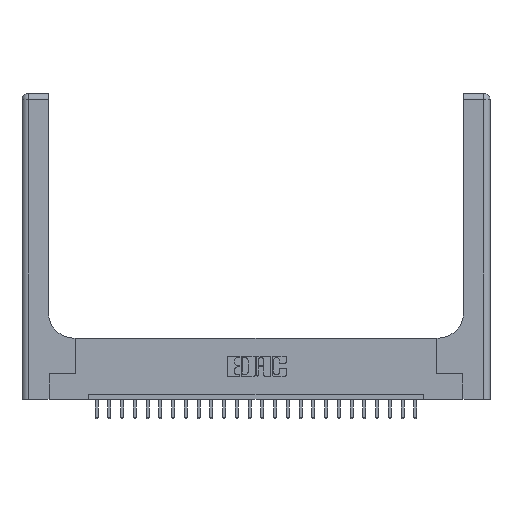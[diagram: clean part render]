
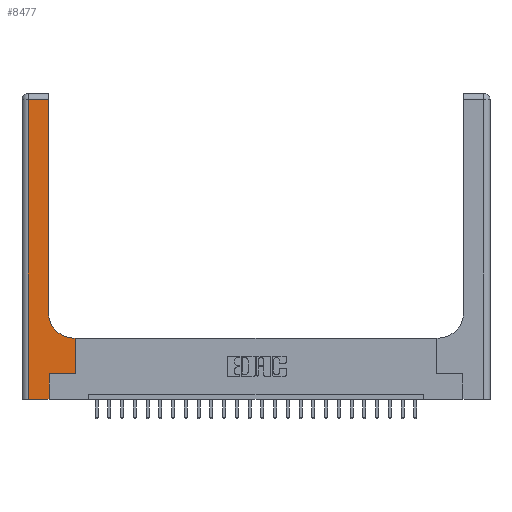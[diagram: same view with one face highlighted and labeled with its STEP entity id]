
A CAD part, top view. The second image highlights one B-rep face of the part: STEP entity #8477.
In plain terms, the highlighted planar face has unit normal (0, 0, 1).
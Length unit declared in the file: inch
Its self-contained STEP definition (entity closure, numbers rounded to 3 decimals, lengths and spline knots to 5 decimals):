
#233 = CIRCLE ( 'NONE', #6056, 0.25 ) ;
#348 = EDGE_CURVE ( 'NONE', #22948, #2593, #5434, .T. ) ;
#747 = ORIENTED_EDGE ( 'NONE', *, *, #6684, .T. ) ;
#1080 = VECTOR ( 'NONE', #8936, 39.37008 ) ;
#1218 = VERTEX_POINT ( 'NONE', #2528 ) ;
#1297 = ORIENTED_EDGE ( 'NONE', *, *, #16541, .T. ) ;
#2194 = FACE_OUTER_BOUND ( 'NONE', #3480, .T. ) ;
#2528 = CARTESIAN_POINT ( 'NONE',  ( 0.51, 0.6, 0.37 ) ) ;
#2590 = CARTESIAN_POINT ( 'NONE',  ( 0.06, 2.94, 0.37 ) ) ;
#2593 = VERTEX_POINT ( 'NONE', #12316 ) ;
#3382 = CARTESIAN_POINT ( 'NONE',  ( 0.26, 0.85, 0.37 ) ) ;
#3480 = EDGE_LOOP ( 'NONE', ( #5708, #6836, #8461, #23273, #11061, #1297, #13594, #747, #9426 ) ) ;
#3888 = DIRECTION ( 'NONE',  ( -1., 0., 0. ) ) ;
#3977 = VECTOR ( 'NONE', #3888, 39.37008 ) ;
#4249 = LINE ( 'NONE', #15094, #13054 ) ;
#5434 = LINE ( 'NONE', #14939, #23903 ) ;
#5497 = CARTESIAN_POINT ( 'NONE',  ( 0., 2.94, 0.37 ) ) ;
#5708 = ORIENTED_EDGE ( 'NONE', *, *, #21514, .T. ) ;
#5809 = CARTESIAN_POINT ( 'NONE',  ( 0.265, 0.25, 0.37 ) ) ;
#6056 = AXIS2_PLACEMENT_3D ( 'NONE', #12006, #22672, #23167 ) ;
#6093 = PLANE ( 'NONE',  #13770 ) ;
#6118 = VECTOR ( 'NONE', #14657, 39.37008 ) ;
#6684 = EDGE_CURVE ( 'NONE', #15540, #1218, #13520, .T. ) ;
#6836 = ORIENTED_EDGE ( 'NONE', *, *, #14275, .T. ) ;
#6887 = LINE ( 'NONE', #14334, #1080 ) ;
#8461 = ORIENTED_EDGE ( 'NONE', *, *, #348, .T. ) ;
#8477 = ADVANCED_FACE ( 'NONE', ( #2194 ), #6093, .F. ) ;
#8936 = DIRECTION ( 'NONE',  ( 0., 1., 0. ) ) ;
#9125 = VERTEX_POINT ( 'NONE', #3382 ) ;
#9223 = DIRECTION ( 'NONE',  ( 1., 0., 0. ) ) ;
#9336 = LINE ( 'NONE', #21883, #20933 ) ;
#9426 = ORIENTED_EDGE ( 'NONE', *, *, #12397, .T. ) ;
#9493 = DIRECTION ( 'NONE',  ( 0., 0., -1. ) ) ;
#9528 = CARTESIAN_POINT ( 'NONE',  ( 0.265, 0., 0.37 ) ) ;
#10097 = EDGE_CURVE ( 'NONE', #14954, #15540, #4249, .T. ) ;
#10604 = VERTEX_POINT ( 'NONE', #13352 ) ;
#10767 = CARTESIAN_POINT ( 'NONE',  ( 0.528, 0.6, 0.37 ) ) ;
#10838 = DIRECTION ( 'NONE',  ( 1., 0., 0. ) ) ;
#11061 = ORIENTED_EDGE ( 'NONE', *, *, #22741, .T. ) ;
#11576 = DIRECTION ( 'NONE',  ( -1., 0., 0. ) ) ;
#11802 = CARTESIAN_POINT ( 'NONE',  ( 0.26, 0.6, 0.37 ) ) ;
#12006 = CARTESIAN_POINT ( 'NONE',  ( 0.51, 0.85, 0.37 ) ) ;
#12302 = VECTOR ( 'NONE', #12705, 39.37008 ) ;
#12316 = CARTESIAN_POINT ( 'NONE',  ( 0.06, 0., 0.37 ) ) ;
#12388 = CARTESIAN_POINT ( 'NONE',  ( 0.528, 0.25, 0.37 ) ) ;
#12397 = EDGE_CURVE ( 'NONE', #1218, #9125, #233, .T. ) ;
#12705 = DIRECTION ( 'NONE',  ( 0., 1., 0. ) ) ;
#13054 = VECTOR ( 'NONE', #22478, 39.37008 ) ;
#13352 = CARTESIAN_POINT ( 'NONE',  ( 0.265, 0.25, 0.37 ) ) ;
#13520 = LINE ( 'NONE', #11802, #3977 ) ;
#13535 = CARTESIAN_POINT ( 'NONE',  ( 0., 3., 0.37 ) ) ;
#13594 = ORIENTED_EDGE ( 'NONE', *, *, #10097, .T. ) ;
#13770 = AXIS2_PLACEMENT_3D ( 'NONE', #13535, #9493, #11576 ) ;
#14275 = EDGE_CURVE ( 'NONE', #22997, #22948, #23982, .T. ) ;
#14300 = CARTESIAN_POINT ( 'NONE',  ( 0.26, 3., 0.37 ) ) ;
#14334 = CARTESIAN_POINT ( 'NONE',  ( 0.265, 0., 0.37 ) ) ;
#14657 = DIRECTION ( 'NONE',  ( -1., 0., 0. ) ) ;
#14939 = CARTESIAN_POINT ( 'NONE',  ( 0.06, 3., 0.37 ) ) ;
#14954 = VERTEX_POINT ( 'NONE', #12388 ) ;
#15094 = CARTESIAN_POINT ( 'NONE',  ( 0.528, 0.25, 0.37 ) ) ;
#15165 = VECTOR ( 'NONE', #10838, 39.37008 ) ;
#15540 = VERTEX_POINT ( 'NONE', #10767 ) ;
#16505 = EDGE_CURVE ( 'NONE', #2593, #22887, #9336, .T. ) ;
#16541 = EDGE_CURVE ( 'NONE', #10604, #14954, #16660, .T. ) ;
#16660 = LINE ( 'NONE', #5809, #15165 ) ;
#19381 = CARTESIAN_POINT ( 'NONE',  ( 0.26, 2.94, 0.37 ) ) ;
#20933 = VECTOR ( 'NONE', #9223, 39.37008 ) ;
#21514 = EDGE_CURVE ( 'NONE', #9125, #22997, #23495, .T. ) ;
#21883 = CARTESIAN_POINT ( 'NONE',  ( 0., 0., 0.37 ) ) ;
#22319 = DIRECTION ( 'NONE',  ( 0., -1., 0. ) ) ;
#22478 = DIRECTION ( 'NONE',  ( 0., 1., 0. ) ) ;
#22672 = DIRECTION ( 'NONE',  ( 0., 0., -1. ) ) ;
#22741 = EDGE_CURVE ( 'NONE', #22887, #10604, #6887, .T. ) ;
#22887 = VERTEX_POINT ( 'NONE', #9528 ) ;
#22948 = VERTEX_POINT ( 'NONE', #2590 ) ;
#22997 = VERTEX_POINT ( 'NONE', #19381 ) ;
#23167 = DIRECTION ( 'NONE',  ( 1., 0., 0. ) ) ;
#23273 = ORIENTED_EDGE ( 'NONE', *, *, #16505, .T. ) ;
#23495 = LINE ( 'NONE', #14300, #12302 ) ;
#23903 = VECTOR ( 'NONE', #22319, 39.37008 ) ;
#23982 = LINE ( 'NONE', #5497, #6118 ) ;
